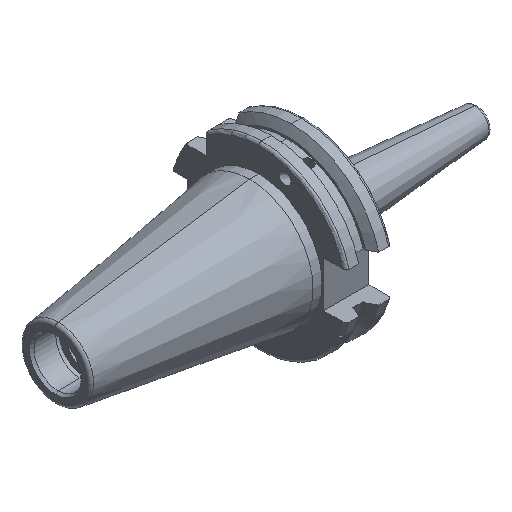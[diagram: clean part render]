
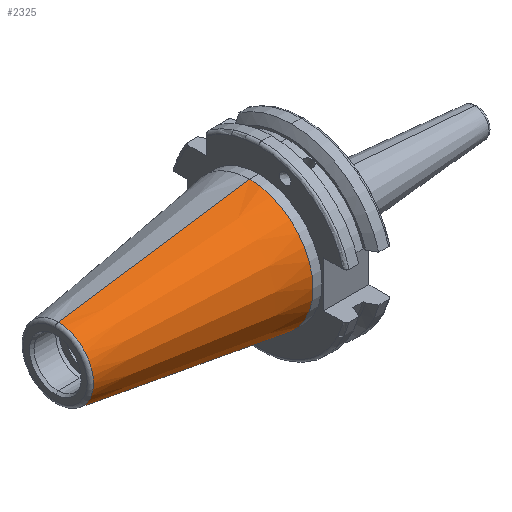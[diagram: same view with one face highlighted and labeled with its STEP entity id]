
A CAD part, isometric view. The second image highlights one B-rep face of the part: STEP entity #2325.
In plain terms, the highlighted conical face has half-angle 8.297 degrees and reference radius 22.225 mm.
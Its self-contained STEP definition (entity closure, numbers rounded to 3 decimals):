
#163 = CONICAL_SURFACE ( 'NONE', #987, 22.225, 0.145 ) ;
#537 = ORIENTED_EDGE ( 'NONE', *, *, #5247, .F. ) ;
#627 = VECTOR ( 'NONE', #4929, 1000. ) ;
#686 = CARTESIAN_POINT ( 'NONE',  ( -67.373, 0., -12.4 ) ) ;
#852 = CARTESIAN_POINT ( 'NONE',  ( 0., 0., 22.225 ) ) ;
#987 = AXIS2_PLACEMENT_3D ( 'NONE', #2808, #2386, #5182 ) ;
#1102 = CARTESIAN_POINT ( 'NONE',  ( 0., 0., 0. ) ) ;
#1126 = VERTEX_POINT ( 'NONE', #2791 ) ;
#1437 = DIRECTION ( 'NONE',  ( -1., 0., 0. ) ) ;
#1517 = DIRECTION ( 'NONE',  ( 0., 0., 1. ) ) ;
#1732 = ORIENTED_EDGE ( 'NONE', *, *, #2662, .F. ) ;
#1735 = CARTESIAN_POINT ( 'NONE',  ( 0., 0., -22.225 ) ) ;
#1861 = ORIENTED_EDGE ( 'NONE', *, *, #2481, .T. ) ;
#2305 = VERTEX_POINT ( 'NONE', #2371 ) ;
#2325 = ADVANCED_FACE ( 'NONE', ( #2460 ), #163, .T. ) ;
#2346 = AXIS2_PLACEMENT_3D ( 'NONE', #3833, #1437, #4224 ) ;
#2371 = CARTESIAN_POINT ( 'NONE',  ( 0., 0., 22.225 ) ) ;
#2386 = DIRECTION ( 'NONE',  ( 1., 0., 0. ) ) ;
#2391 = CIRCLE ( 'NONE', #2346, 12.4 ) ;
#2460 = FACE_OUTER_BOUND ( 'NONE', #3956, .T. ) ;
#2481 = EDGE_CURVE ( 'NONE', #3789, #3274, #4785, .T. ) ;
#2662 = EDGE_CURVE ( 'NONE', #3789, #1126, #2391, .T. ) ;
#2764 = EDGE_CURVE ( 'NONE', #3274, #2305, #3100, .T. ) ;
#2791 = CARTESIAN_POINT ( 'NONE',  ( -67.373, 0., 12.4 ) ) ;
#2808 = CARTESIAN_POINT ( 'NONE',  ( 0., 0., 0. ) ) ;
#3100 = CIRCLE ( 'NONE', #3968, 22.225 ) ;
#3191 = ORIENTED_EDGE ( 'NONE', *, *, #2764, .T. ) ;
#3274 = VERTEX_POINT ( 'NONE', #4089 ) ;
#3789 = VERTEX_POINT ( 'NONE', #686 ) ;
#3833 = CARTESIAN_POINT ( 'NONE',  ( -67.373, 0., 0. ) ) ;
#3916 = DIRECTION ( 'NONE',  ( -1., 0., 0. ) ) ;
#3956 = EDGE_LOOP ( 'NONE', ( #537, #1732, #1861, #3191 ) ) ;
#3968 = AXIS2_PLACEMENT_3D ( 'NONE', #1102, #3916, #1517 ) ;
#4069 = DIRECTION ( 'NONE',  ( 0.99, 0., 0.144 ) ) ;
#4089 = CARTESIAN_POINT ( 'NONE',  ( 0., 0., -22.225 ) ) ;
#4224 = DIRECTION ( 'NONE',  ( 0., 0., 1. ) ) ;
#4399 = LINE ( 'NONE', #852, #4668 ) ;
#4668 = VECTOR ( 'NONE', #4069, 1000. ) ;
#4785 = LINE ( 'NONE', #1735, #627 ) ;
#4929 = DIRECTION ( 'NONE',  ( 0.99, 0., -0.144 ) ) ;
#5182 = DIRECTION ( 'NONE',  ( 0., 0., -1. ) ) ;
#5247 = EDGE_CURVE ( 'NONE', #1126, #2305, #4399, .T. ) ;
